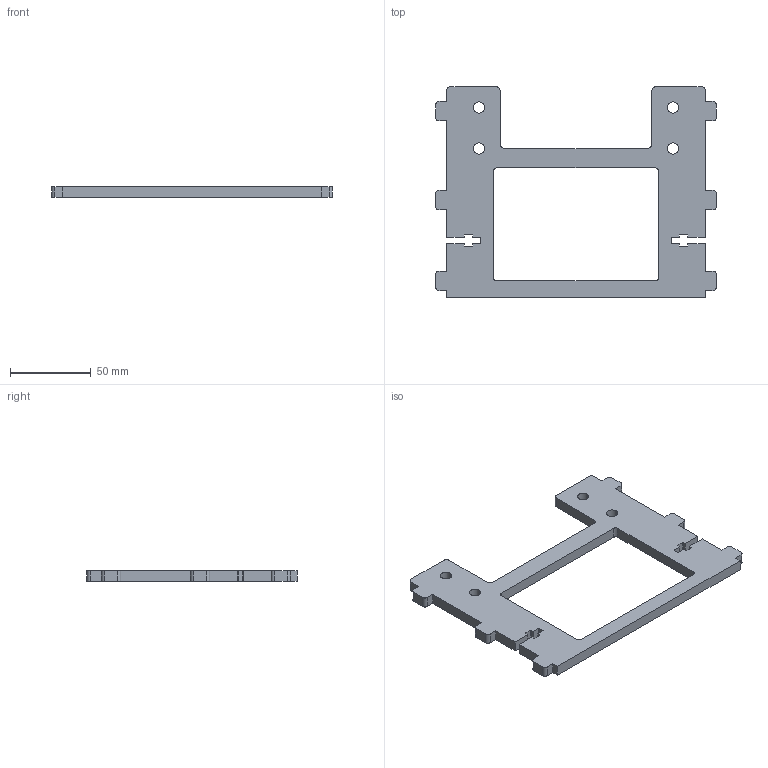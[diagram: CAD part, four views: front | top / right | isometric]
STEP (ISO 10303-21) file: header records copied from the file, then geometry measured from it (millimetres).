
FILE_DESCRIPTION (( 'STEP AP203' ), '1' );
FILE_NAME ('Electronics Housing Bracket-Smooth.STEP', '2015-04-25T23:16:32', ( '' ), ( '' ), 'SwSTEP 2.0', 'SolidWorks 2013', '' );
FILE_SCHEMA (( 'CONFIG_CONTROL_DESIGN' ));
Length unit declared in the file: millimetre
Products named in the file (1): Electronics Housing Bracket-Smooth
Bounding box: 173.6 x 130 x 6.8 mm (x, y, z)
Volume: 69476.1 mm3; surface area: 28920.8 mm2
Topology: 1 solids, 1 shells, 104 faces, 306 edges, 204 vertices
Faces by surface type: plane 62, cylinder 42
Entity records: 3571 total; most frequent: CARTESIAN_POINT 615, ORIENTED_EDGE 612, DIRECTION 600, EDGE_CURVE 306, LINE 222, VECTOR 222, VERTEX_POINT 204, AXIS2_PLACEMENT_3D 189
